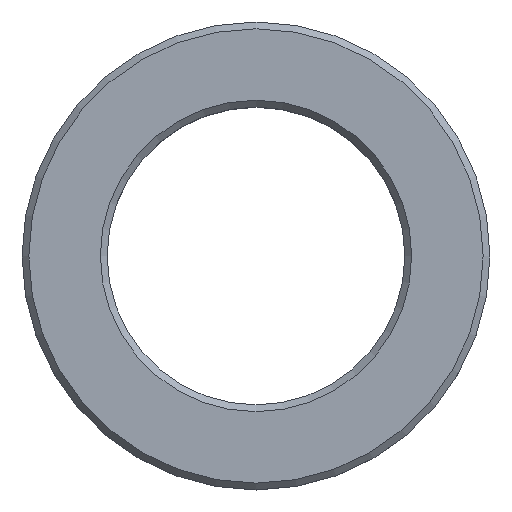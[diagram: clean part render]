
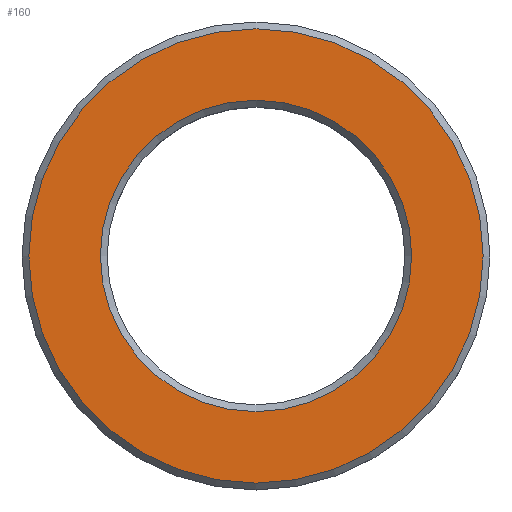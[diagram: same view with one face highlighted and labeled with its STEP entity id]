
A CAD part, top view. The second image highlights one B-rep face of the part: STEP entity #160.
In plain terms, the highlighted planar face has unit normal (0, 0, 1).
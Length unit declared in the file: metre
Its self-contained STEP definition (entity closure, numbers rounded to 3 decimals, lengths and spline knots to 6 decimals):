
#160=ADVANCED_FACE('',(#189,#190),#191,.T.);
#189=FACE_BOUND('',#4458,.T.);
#190=FACE_OUTER_BOUND('',#4459,.T.);
#191=PLANE('',#4460);
#4458=EDGE_LOOP('',(#8752));
#4459=EDGE_LOOP('',(#8753));
#4460=AXIS2_PLACEMENT_3D('',#8754,#8755,#8756);
#8752=ORIENTED_EDGE('',*,*,#8813,.T.);
#8753=ORIENTED_EDGE('',*,*,#8806,.F.);
#8754=CARTESIAN_POINT('',(0.0267,0.0,0.02));
#8755=DIRECTION('',(0.0,0.,1.0));
#8756=DIRECTION('',(0.0,-1.0,0.));
#8806=EDGE_CURVE('',#8837,#8837,#8838,.T.);
#8813=EDGE_CURVE('',#8849,#8849,#8850,.T.);
#8837=VERTEX_POINT('',#8933);
#8838=CIRCLE('',#8934,0.0267);
#8849=VERTEX_POINT('',#8995);
#8850=CIRCLE('',#8996,0.0183);
#8933=CARTESIAN_POINT('',(0.0,0.0267,0.02));
#8934=AXIS2_PLACEMENT_3D('',#9023,#9024,#9025);
#8995=CARTESIAN_POINT('',(0.0,0.0183,0.02));
#8996=AXIS2_PLACEMENT_3D('',#9038,#9039,#9040);
#9023=CARTESIAN_POINT('',(0.0,0.0,0.02));
#9024=DIRECTION('',(0.0,0.,-1.0));
#9025=DIRECTION('',(0.0,1.0,0.));
#9038=CARTESIAN_POINT('',(0.0,0.0,0.02));
#9039=DIRECTION('',(0.0,0.,-1.0));
#9040=DIRECTION('',(0.0,1.0,0.));
